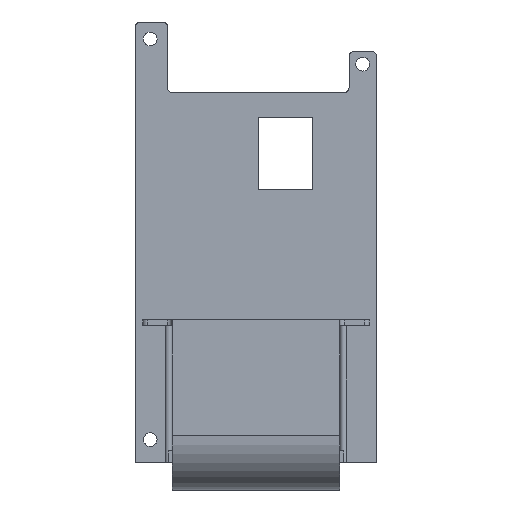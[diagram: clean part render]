
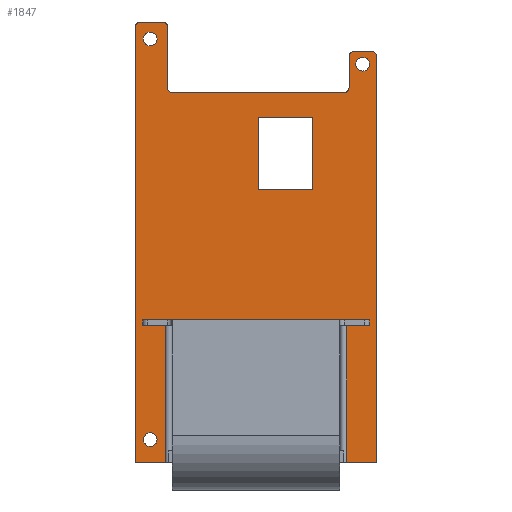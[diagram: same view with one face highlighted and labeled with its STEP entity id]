
A CAD part, left-side view. The second image highlights one B-rep face of the part: STEP entity #1847.
In plain terms, the highlighted planar face has unit normal (-1, 0, 0).
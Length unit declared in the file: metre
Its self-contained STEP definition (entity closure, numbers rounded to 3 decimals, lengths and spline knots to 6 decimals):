
#46=PLANE('',#1999);
#95=LINE('',#2713,#276);
#99=LINE('',#2722,#280);
#102=LINE('',#2728,#283);
#104=LINE('',#2734,#285);
#106=LINE('',#2738,#287);
#174=LINE('',#2922,#355);
#176=LINE('',#2926,#357);
#193=LINE('',#2979,#374);
#194=LINE('',#2982,#375);
#195=LINE('',#2984,#376);
#196=LINE('',#2986,#377);
#197=LINE('',#2995,#378);
#198=LINE('',#2996,#379);
#199=LINE('',#2999,#380);
#200=LINE('',#3003,#381);
#201=LINE('',#3007,#382);
#202=LINE('',#3011,#383);
#203=LINE('',#3015,#384);
#204=LINE('',#3019,#385);
#205=LINE('',#3021,#386);
#276=VECTOR('',#2149,1.);
#280=VECTOR('',#2155,1.);
#283=VECTOR('',#2160,1.);
#285=VECTOR('',#2166,1.);
#287=VECTOR('',#2170,1.);
#355=VECTOR('',#2330,1.);
#357=VECTOR('',#2334,1.);
#374=VECTOR('',#2379,1.);
#375=VECTOR('',#2380,1.);
#376=VECTOR('',#2381,1.);
#377=VECTOR('',#2382,1.);
#378=VECTOR('',#2391,1.);
#379=VECTOR('',#2392,1.);
#380=VECTOR('',#2395,1.);
#381=VECTOR('',#2398,1.);
#382=VECTOR('',#2401,1.);
#383=VECTOR('',#2404,1.);
#384=VECTOR('',#2407,1.);
#385=VECTOR('',#2410,1.);
#386=VECTOR('',#2411,1.);
#661=ORIENTED_EDGE('',*,*,#1133,.T.);
#662=ORIENTED_EDGE('',*,*,#1134,.F.);
#663=ORIENTED_EDGE('',*,*,#1135,.F.);
#664=ORIENTED_EDGE('',*,*,#1136,.T.);
#665=ORIENTED_EDGE('',*,*,#1137,.F.);
#666=ORIENTED_EDGE('',*,*,#1138,.F.);
#667=ORIENTED_EDGE('',*,*,#1139,.F.);
#668=ORIENTED_EDGE('',*,*,#1140,.F.);
#669=ORIENTED_EDGE('',*,*,#1104,.T.);
#670=ORIENTED_EDGE('',*,*,#1141,.T.);
#671=ORIENTED_EDGE('',*,*,#1106,.F.);
#672=ORIENTED_EDGE('',*,*,#1010,.T.);
#673=ORIENTED_EDGE('',*,*,#1005,.T.);
#674=ORIENTED_EDGE('',*,*,#1142,.F.);
#675=ORIENTED_EDGE('',*,*,#998,.T.);
#676=ORIENTED_EDGE('',*,*,#1143,.T.);
#677=ORIENTED_EDGE('',*,*,#1144,.F.);
#678=ORIENTED_EDGE('',*,*,#1145,.T.);
#679=ORIENTED_EDGE('',*,*,#1146,.F.);
#680=ORIENTED_EDGE('',*,*,#1147,.T.);
#681=ORIENTED_EDGE('',*,*,#1148,.T.);
#682=ORIENTED_EDGE('',*,*,#1149,.T.);
#683=ORIENTED_EDGE('',*,*,#1150,.T.);
#684=ORIENTED_EDGE('',*,*,#1151,.T.);
#685=ORIENTED_EDGE('',*,*,#1152,.T.);
#686=ORIENTED_EDGE('',*,*,#1153,.T.);
#687=ORIENTED_EDGE('',*,*,#1154,.F.);
#688=ORIENTED_EDGE('',*,*,#1155,.F.);
#689=ORIENTED_EDGE('',*,*,#1002,.F.);
#690=ORIENTED_EDGE('',*,*,#1008,.T.);
#998=EDGE_CURVE('',#1260,#1265,#95,.T.);
#1002=EDGE_CURVE('',#1269,#1266,#99,.T.);
#1005=EDGE_CURVE('',#1270,#1271,#102,.T.);
#1008=EDGE_CURVE('',#1269,#1273,#104,.T.);
#1010=EDGE_CURVE('',#1274,#1270,#106,.T.);
#1104=EDGE_CURVE('',#1273,#1344,#174,.T.);
#1106=EDGE_CURVE('',#1274,#1345,#176,.T.);
#1133=EDGE_CURVE('',#1368,#1369,#193,.T.);
#1134=EDGE_CURVE('',#1370,#1369,#194,.T.);
#1135=EDGE_CURVE('',#1371,#1370,#195,.T.);
#1136=EDGE_CURVE('',#1371,#1368,#196,.T.);
#1137=EDGE_CURVE('',#1372,#1372,#1466,.F.);
#1138=EDGE_CURVE('',#1373,#1373,#1467,.F.);
#1139=EDGE_CURVE('',#1374,#1374,#1468,.F.);
#1140=EDGE_CURVE('',#1375,#1375,#1469,.F.);
#1141=EDGE_CURVE('',#1344,#1345,#197,.T.);
#1142=EDGE_CURVE('',#1260,#1271,#198,.T.);
#1143=EDGE_CURVE('',#1265,#1376,#1470,.F.);
#1144=EDGE_CURVE('',#1377,#1376,#199,.T.);
#1145=EDGE_CURVE('',#1377,#1378,#1471,.F.);
#1146=EDGE_CURVE('',#1379,#1378,#200,.T.);
#1147=EDGE_CURVE('',#1379,#1380,#1472,.T.);
#1148=EDGE_CURVE('',#1380,#1381,#201,.T.);
#1149=EDGE_CURVE('',#1381,#1382,#1473,.T.);
#1150=EDGE_CURVE('',#1382,#1383,#202,.T.);
#1151=EDGE_CURVE('',#1383,#1384,#1474,.F.);
#1152=EDGE_CURVE('',#1384,#1385,#203,.T.);
#1153=EDGE_CURVE('',#1385,#1386,#1475,.F.);
#1154=EDGE_CURVE('',#1387,#1386,#204,.T.);
#1155=EDGE_CURVE('',#1266,#1387,#205,.T.);
#1260=VERTEX_POINT('',#2703);
#1265=VERTEX_POINT('',#2712);
#1266=VERTEX_POINT('',#2716);
#1269=VERTEX_POINT('',#2721);
#1270=VERTEX_POINT('',#2725);
#1271=VERTEX_POINT('',#2727);
#1273=VERTEX_POINT('',#2733);
#1274=VERTEX_POINT('',#2737);
#1344=VERTEX_POINT('',#2921);
#1345=VERTEX_POINT('',#2925);
#1368=VERTEX_POINT('',#2980);
#1369=VERTEX_POINT('',#2981);
#1370=VERTEX_POINT('',#2983);
#1371=VERTEX_POINT('',#2985);
#1372=VERTEX_POINT('',#2988);
#1373=VERTEX_POINT('',#2990);
#1374=VERTEX_POINT('',#2992);
#1375=VERTEX_POINT('',#2994);
#1376=VERTEX_POINT('',#2998);
#1377=VERTEX_POINT('',#3000);
#1378=VERTEX_POINT('',#3002);
#1379=VERTEX_POINT('',#3004);
#1380=VERTEX_POINT('',#3006);
#1381=VERTEX_POINT('',#3008);
#1382=VERTEX_POINT('',#3010);
#1383=VERTEX_POINT('',#3012);
#1384=VERTEX_POINT('',#3014);
#1385=VERTEX_POINT('',#3016);
#1386=VERTEX_POINT('',#3018);
#1387=VERTEX_POINT('',#3020);
#1466=CIRCLE('',#2000,0.0015);
#1467=CIRCLE('',#2001,0.0015);
#1468=CIRCLE('',#2002,0.0015);
#1469=CIRCLE('',#2003,0.0015);
#1470=CIRCLE('',#2004,0.001);
#1471=CIRCLE('',#2005,0.001);
#1472=CIRCLE('',#2006,0.001);
#1473=CIRCLE('',#2007,0.001);
#1474=CIRCLE('',#2008,0.001);
#1475=CIRCLE('',#2009,0.001);
#1548=EDGE_LOOP('',(#661,#662,#663,#664));
#1549=EDGE_LOOP('',(#665));
#1550=EDGE_LOOP('',(#666));
#1551=EDGE_LOOP('',(#667));
#1552=EDGE_LOOP('',(#668));
#1553=EDGE_LOOP('',(#669,#670,#671,#672,#673,#674,#675,#676,#677,#678,#679,
#680,#681,#682,#683,#684,#685,#686,#687,#688,#689,#690));
#1681=FACE_BOUND('',#1548,.T.);
#1682=FACE_BOUND('',#1549,.T.);
#1683=FACE_BOUND('',#1550,.T.);
#1684=FACE_BOUND('',#1551,.T.);
#1685=FACE_BOUND('',#1552,.T.);
#1686=FACE_BOUND('',#1553,.T.);
#1847=ADVANCED_FACE('',(#1681,#1682,#1683,#1684,#1685,#1686),#46,.F.);
#1999=AXIS2_PLACEMENT_3D('',#2978,#2377,#2378);
#2000=AXIS2_PLACEMENT_3D('',#2987,#2383,#2384);
#2001=AXIS2_PLACEMENT_3D('',#2989,#2385,#2386);
#2002=AXIS2_PLACEMENT_3D('',#2991,#2387,#2388);
#2003=AXIS2_PLACEMENT_3D('',#2993,#2389,#2390);
#2004=AXIS2_PLACEMENT_3D('',#2997,#2393,#2394);
#2005=AXIS2_PLACEMENT_3D('',#3001,#2396,#2397);
#2006=AXIS2_PLACEMENT_3D('',#3005,#2399,#2400);
#2007=AXIS2_PLACEMENT_3D('',#3009,#2402,#2403);
#2008=AXIS2_PLACEMENT_3D('',#3013,#2405,#2406);
#2009=AXIS2_PLACEMENT_3D('',#3017,#2408,#2409);
#2149=DIRECTION('',(0.,0.,1.));
#2155=DIRECTION('',(0.,0.,-1.));
#2160=DIRECTION('',(0.,0.,-1.));
#2166=DIRECTION('',(0.,-1.,0.));
#2170=DIRECTION('',(0.,-1.,0.));
#2330=DIRECTION('',(0.,0.,-1.));
#2334=DIRECTION('',(0.,0.,-1.));
#2377=DIRECTION('',(1.,0.,0.));
#2378=DIRECTION('',(0.,0.,-1.));
#2379=DIRECTION('',(0.,-1.,0.));
#2380=DIRECTION('',(0.,0.,1.));
#2381=DIRECTION('',(0.,-1.,0.));
#2382=DIRECTION('',(0.,0.,1.));
#2383=DIRECTION('',(1.,0.,0.));
#2384=DIRECTION('',(0.,0.,-1.));
#2385=DIRECTION('',(1.,0.,0.));
#2386=DIRECTION('',(0.,0.,-1.));
#2387=DIRECTION('',(1.,0.,0.));
#2388=DIRECTION('',(0.,0.,-1.));
#2389=DIRECTION('',(1.,0.,0.));
#2390=DIRECTION('',(0.,0.,-1.));
#2391=DIRECTION('',(0.,-1.,0.));
#2392=DIRECTION('',(0.,1.,0.));
#2393=DIRECTION('',(1.,0.,0.));
#2394=DIRECTION('',(0.,0.,-1.));
#2395=DIRECTION('',(0.,-1.,0.));
#2396=DIRECTION('',(1.,0.,0.));
#2397=DIRECTION('',(0.,0.,-1.));
#2398=DIRECTION('',(0.,0.,1.));
#2399=DIRECTION('',(1.,0.,0.));
#2400=DIRECTION('',(0.,0.,-1.));
#2401=DIRECTION('',(0.,1.,0.));
#2402=DIRECTION('',(1.,0.,0.));
#2403=DIRECTION('',(0.,0.,-1.));
#2404=DIRECTION('',(0.,0.,1.));
#2405=DIRECTION('',(1.,0.,0.));
#2406=DIRECTION('',(0.,0.,-1.));
#2407=DIRECTION('',(0.,1.,0.));
#2408=DIRECTION('',(1.,0.,0.));
#2409=DIRECTION('',(0.,0.,-1.));
#2410=DIRECTION('',(0.,0.,1.));
#2411=DIRECTION('',(0.,1.,0.));
#2703=CARTESIAN_POINT('',(0.055,-0.008,0.0061));
#2712=CARTESIAN_POINT('',(0.055,-0.008,0.0956));
#2713=CARTESIAN_POINT('',(0.055,-0.008,0.0546));
#2716=CARTESIAN_POINT('',(0.055,0.0385,0.0061));
#2721=CARTESIAN_POINT('',(0.055,0.0385,0.0375));
#2722=CARTESIAN_POINT('',(0.055,0.0385,0.0375));
#2725=CARTESIAN_POINT('',(0.055,-0.0015,0.0375));
#2727=CARTESIAN_POINT('',(0.055,-0.0015,0.0061));
#2728=CARTESIAN_POINT('',(0.055,-0.0015,0.0375));
#2733=CARTESIAN_POINT('',(0.055,0.037,0.0375));
#2734=CARTESIAN_POINT('',(0.055,0.0185,0.0375));
#2737=CARTESIAN_POINT('',(0.055,0.,0.0375));
#2738=CARTESIAN_POINT('',(0.055,0.0185,0.0375));
#2921=CARTESIAN_POINT('',(0.055,0.037,0.0086));
#2922=CARTESIAN_POINT('',(0.055,0.037,0.0375));
#2925=CARTESIAN_POINT('',(0.055,0.,0.0086));
#2926=CARTESIAN_POINT('',(0.055,0.,0.0375));
#2978=CARTESIAN_POINT('',(0.055,0.02775,0.0375));
#2979=CARTESIAN_POINT('',(0.055,0.012,0.0821));
#2980=CARTESIAN_POINT('',(0.055,0.018,0.0821));
#2981=CARTESIAN_POINT('',(0.055,0.006,0.0821));
#2982=CARTESIAN_POINT('',(0.055,0.006,0.0741));
#2983=CARTESIAN_POINT('',(0.055,0.006,0.0661));
#2984=CARTESIAN_POINT('',(0.055,0.012,0.0661));
#2985=CARTESIAN_POINT('',(0.055,0.018,0.0661));
#2986=CARTESIAN_POINT('',(0.055,0.018,0.0741));
#2987=CARTESIAN_POINT('',(0.055,-0.005,0.0938));
#2988=CARTESIAN_POINT('',(0.055,-0.005,0.0923));
#2989=CARTESIAN_POINT('',(0.055,0.0418,0.09935));
#2990=CARTESIAN_POINT('',(0.055,0.0418,0.09785));
#2991=CARTESIAN_POINT('',(0.055,0.0418,0.0111));
#2992=CARTESIAN_POINT('',(0.055,0.0418,0.0096));
#2993=CARTESIAN_POINT('',(0.055,0.00685,0.01125));
#2994=CARTESIAN_POINT('',(0.055,0.00685,0.00975));
#2995=CARTESIAN_POINT('',(0.055,0.037,0.0086));
#2996=CARTESIAN_POINT('',(0.055,0.0185,0.0061));
#2997=CARTESIAN_POINT('',(0.055,-0.007,0.0956));
#2998=CARTESIAN_POINT('',(0.055,-0.007,0.0966));
#2999=CARTESIAN_POINT('',(0.055,-0.005,0.0966));
#3000=CARTESIAN_POINT('',(0.055,-0.003,0.0966));
#3001=CARTESIAN_POINT('',(0.055,-0.003,0.0956));
#3002=CARTESIAN_POINT('',(0.055,-0.002,0.0956));
#3003=CARTESIAN_POINT('',(0.055,-0.002,0.0921));
#3004=CARTESIAN_POINT('',(0.055,-0.002,0.0886));
#3005=CARTESIAN_POINT('',(0.055,-0.001,0.0886));
#3006=CARTESIAN_POINT('',(0.055,-0.001,0.0876));
#3007=CARTESIAN_POINT('',(0.055,0.018,0.0876));
#3008=CARTESIAN_POINT('',(0.055,0.037,0.0876));
#3009=CARTESIAN_POINT('',(0.055,0.037,0.0886));
#3010=CARTESIAN_POINT('',(0.055,0.038,0.0886));
#3011=CARTESIAN_POINT('',(0.055,0.038,0.09535));
#3012=CARTESIAN_POINT('',(0.055,0.038,0.1021));
#3013=CARTESIAN_POINT('',(0.055,0.039,0.1021));
#3014=CARTESIAN_POINT('',(0.055,0.039,0.1031));
#3015=CARTESIAN_POINT('',(0.055,0.0185,0.1031));
#3016=CARTESIAN_POINT('',(0.055,0.044,0.1031));
#3017=CARTESIAN_POINT('',(0.055,0.044,0.1021));
#3018=CARTESIAN_POINT('',(0.055,0.045,0.1021));
#3019=CARTESIAN_POINT('',(0.055,0.045,0.0546));
#3020=CARTESIAN_POINT('',(0.055,0.045,0.0061));
#3021=CARTESIAN_POINT('',(0.055,0.0185,0.0061));
